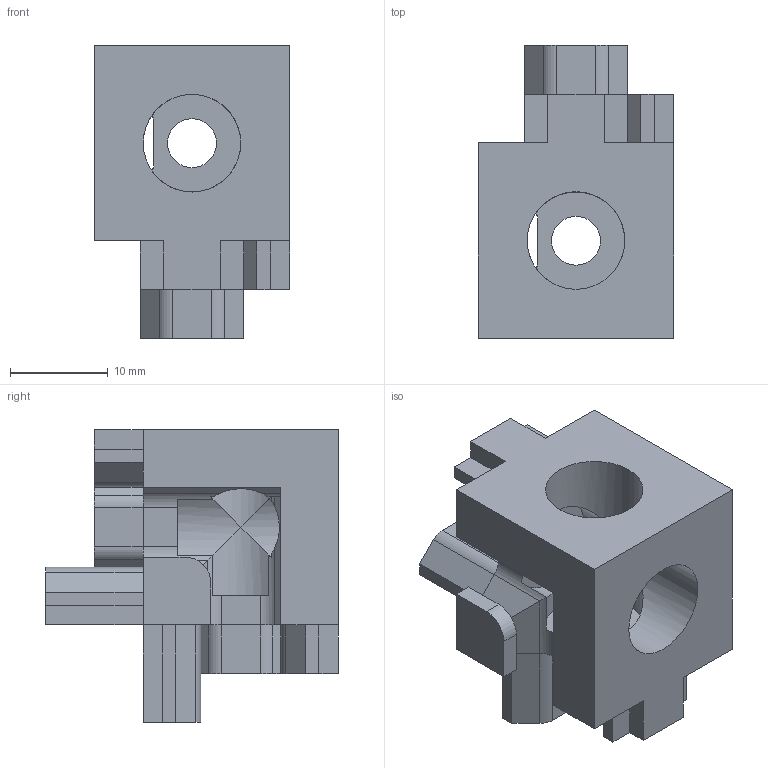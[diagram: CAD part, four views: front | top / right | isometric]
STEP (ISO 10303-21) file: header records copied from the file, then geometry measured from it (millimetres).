
FILE_DESCRIPTION(/* description */ (''),/* implementation_level */ '2;1');
FILE_NAME(/* name */ 'fucking brackets v8.step',/* time_stamp */ '2023-03-17T15:02:06+01:00',/* author */ (''),/* organization */ (''),/* preprocessor_version */ 'ST-DEVELOPER v19.2',/* originating_system */ 'Autodesk Translation Framework v11.17.0.187',/* authorisation */ '');
FILE_SCHEMA (('AUTOMOTIVE_DESIGN { 1 0 10303 214 3 1 1 }'));
Length unit declared in the file: millimetre
Products named in the file (2): fucking brackets; Component1
Assembly tree (1 placements, depth 2):
  fucking brackets
    Component1
Bounding box: 20 x 30 x 30 mm (x, y, z)
Volume: 6431.8 mm3; surface area: 4506.6 mm2
Topology: 1 solids, 1 shells, 129 faces, 368 edges, 239 vertices
Faces by surface type: plane 100, cylinder 29
Full cylindrical faces by diameter (mm): 5 x2, 10 x2
Entity records: 4234 total; most frequent: CARTESIAN_POINT 759, ORIENTED_EDGE 736, DIRECTION 691, EDGE_CURVE 368, LINE 301, VECTOR 301, VERTEX_POINT 239, AXIS2_PLACEMENT_3D 195
